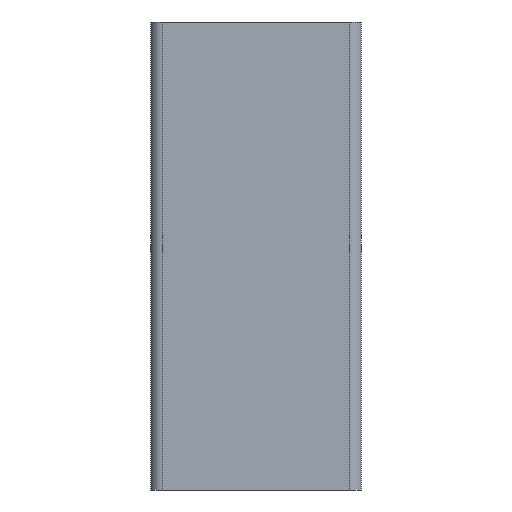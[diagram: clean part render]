
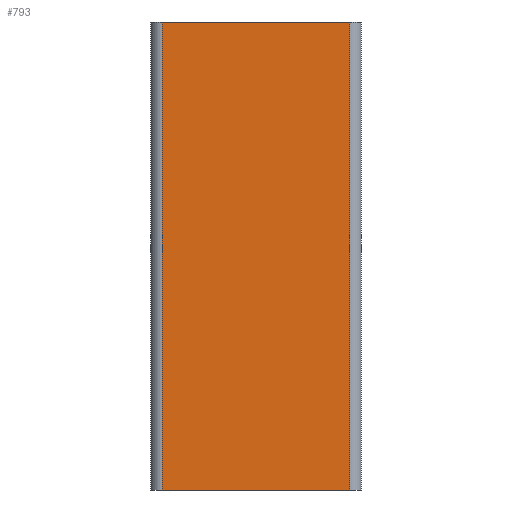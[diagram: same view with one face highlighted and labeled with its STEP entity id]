
A CAD part, front view. The second image highlights one B-rep face of the part: STEP entity #793.
In plain terms, the highlighted planar face has unit normal (0, -1, 0).
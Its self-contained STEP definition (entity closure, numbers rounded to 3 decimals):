
#77=FACE_OUTER_BOUND($,#117,.T.);
#117=EDGE_LOOP($,(#705,#706,#707,#708));
#166=LINE($,#1190,#260);
#207=LINE($,#1284,#301);
#213=LINE($,#1299,#307);
#214=LINE($,#1301,#308);
#260=VECTOR($,#949,40.);
#301=VECTOR($,#1044,40.);
#307=VECTOR($,#1062,100.);
#308=VECTOR($,#1065,100.);
#356=VERTEX_POINT($,#1187);
#357=VERTEX_POINT($,#1189);
#382=VERTEX_POINT($,#1281);
#383=VERTEX_POINT($,#1283);
#441=EDGE_CURVE($,#356,#357,#166,.T.);
#488=EDGE_CURVE($,#383,#382,#207,.T.);
#497=EDGE_CURVE($,#356,#383,#213,.T.);
#498=EDGE_CURVE($,#357,#382,#214,.T.);
#705=ORIENTED_EDGE($,*,*,#488,.T.);
#706=ORIENTED_EDGE($,*,*,#498,.F.);
#707=ORIENTED_EDGE($,*,*,#441,.F.);
#708=ORIENTED_EDGE($,*,*,#497,.T.);
#756=PLANE($,#856);
#793=ADVANCED_FACE($,(#77),#756,.T.);
#856=AXIS2_PLACEMENT_3D($,#1300,#1063,#1064);
#949=DIRECTION($,(-1.,0.,0.));
#1044=DIRECTION($,(-1.,0.,0.));
#1062=DIRECTION($,(0.,0.,1.));
#1063=DIRECTION('center_axis',(0.,-1.,0.));
#1064=DIRECTION('ref_axis',(0.,0.,1.));
#1065=DIRECTION($,(0.,0.,1.));
#1187=CARTESIAN_POINT('',(20.,-9.25,0.));
#1189=CARTESIAN_POINT('',(-20.,-9.25,0.));
#1190=CARTESIAN_POINT($,(20.,-9.25,0.));
#1281=CARTESIAN_POINT('',(-20.,-9.25,100.));
#1283=CARTESIAN_POINT('',(20.,-9.25,100.));
#1284=CARTESIAN_POINT($,(20.,-9.25,100.));
#1299=CARTESIAN_POINT($,(20.,-9.25,0.));
#1300=CARTESIAN_POINT('Origin',(20.,-9.25,0.));
#1301=CARTESIAN_POINT($,(-20.,-9.25,0.));
